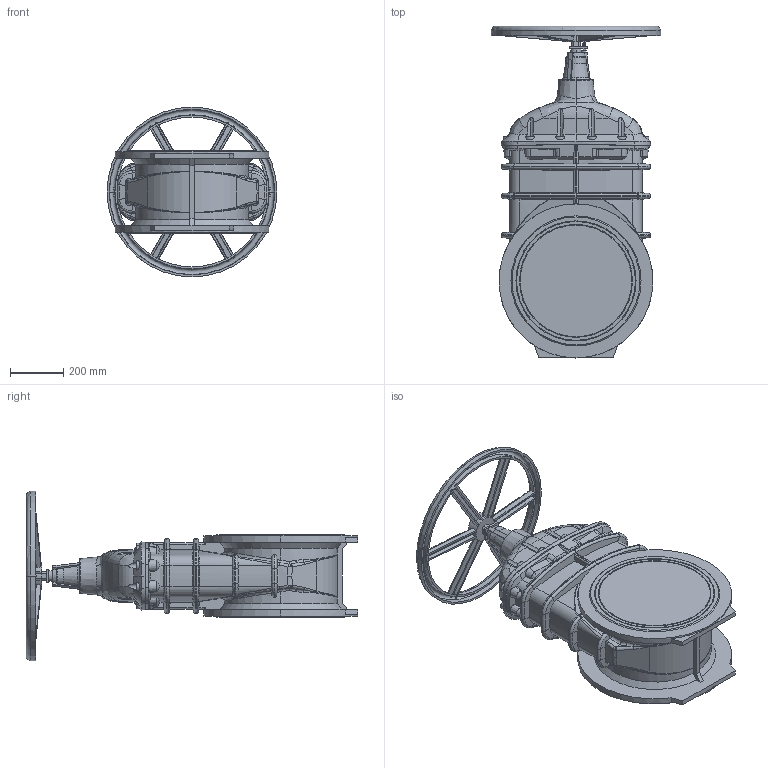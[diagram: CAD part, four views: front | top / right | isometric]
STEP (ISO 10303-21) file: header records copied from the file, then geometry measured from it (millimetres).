
FILE_DESCRIPTION (( 'STEP AP203' ), '1' );
FILE_NAME ('0640035016.STEP', '2014-06-03T04:39:35', ( '' ), ( '' ), 'SwSTEP 2.0', 'SolidWorks 2012', '' );
FILE_SCHEMA (( 'CONFIG_CONTROL_DESIGN' ));
Length unit declared in the file: millimetre
Products named in the file (1): 0640035016
Bounding box: 640 x 1250.01 x 640 mm (x, y, z)
Volume: 103274858.4 mm3; surface area: 2749267 mm2
Topology: 1 solids, 1 shells, 916 faces, 2366 edges, 1463 vertices
Faces by surface type: plane 246, cone 227, bspline 172, cylinder 149, torus 120, sphere 2
Entity records: 40404 total; most frequent: CARTESIAN_POINT 20387, ORIENTED_EDGE 4708, DIRECTION 3549, EDGE_CURVE 2354, VERTEX_POINT 1463, AXIS2_PLACEMENT_3D 1456, EDGE_LOOP 953, FACE_OUTER_BOUND 916
